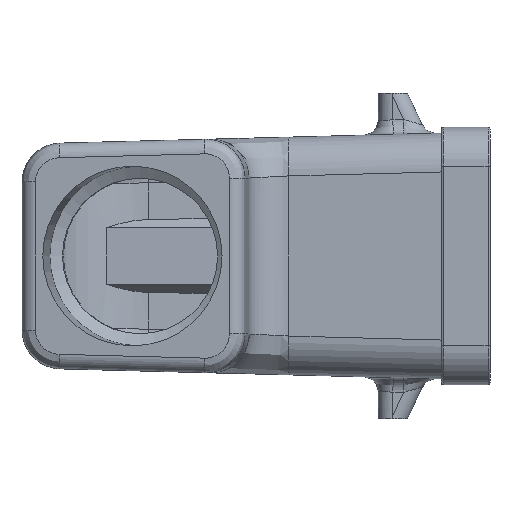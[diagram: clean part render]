
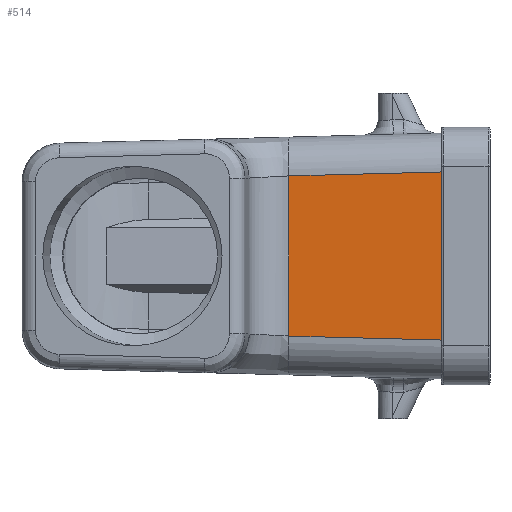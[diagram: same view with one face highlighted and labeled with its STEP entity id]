
A CAD part, left-side view. The second image highlights one B-rep face of the part: STEP entity #514.
In plain terms, the highlighted planar face has unit normal (-0.999, 0.035, 0).
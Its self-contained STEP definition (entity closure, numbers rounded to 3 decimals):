
#229=FACE_OUTER_BOUND('',#1325,.T.);
#514=ADVANCED_FACE('101',(#229),#660,.F.);
#660=PLANE('',#3631);
#749=LINE('',#4947,#959);
#860=LINE('',#6998,#1070);
#861=LINE('',#7000,#1071);
#862=LINE('',#7001,#1072);
#959=VECTOR('',#3767,1.);
#1070=VECTOR('',#4180,1.);
#1071=VECTOR('',#4183,1.);
#1072=VECTOR('',#4184,1.);
#1325=EDGE_LOOP('',(#1955,#1956,#1957,#1958));
#1955=ORIENTED_EDGE('',*,*,#3062,.T.);
#1956=ORIENTED_EDGE('',*,*,#3063,.T.);
#1957=ORIENTED_EDGE('',*,*,#2834,.T.);
#1958=ORIENTED_EDGE('',*,*,#3064,.T.);
#2519=VERTEX_POINT('',#4946);
#2520=VERTEX_POINT('',#4948);
#2659=VERTEX_POINT('',#6848);
#2660=VERTEX_POINT('',#6997);
#2834=EDGE_CURVE('388',#2520,#2519,#749,.T.);
#3062=EDGE_CURVE('390',#2659,#2660,#860,.T.);
#3063=EDGE_CURVE('385',#2660,#2520,#861,.T.);
#3064=EDGE_CURVE('382',#2519,#2659,#862,.T.);
#3631=AXIS2_PLACEMENT_3D('',#7002,#4185,#4186);
#3767=DIRECTION('',(0.,0.,1.));
#4180=DIRECTION('',(0.,0.,-1.));
#4183=DIRECTION('',(-0.035,-0.999,-0.026));
#4184=DIRECTION('',(0.035,0.999,-0.026));
#4185=DIRECTION('',(0.999,-0.035,0.));
#4186=DIRECTION('',(-0.035,-0.999,0.));
#4946=CARTESIAN_POINT('',(-12.65,0.,8.652));
#4947=CARTESIAN_POINT('',(-12.65,0.,-8.652));
#4948=CARTESIAN_POINT('',(-12.65,0.,-8.652));
#6848=CARTESIAN_POINT('',(-12.102,15.698,8.241));
#6997=CARTESIAN_POINT('',(-12.102,15.698,-8.241));
#6998=CARTESIAN_POINT('',(-12.102,15.698,8.241));
#7000=CARTESIAN_POINT('',(-12.102,15.698,-8.241));
#7001=CARTESIAN_POINT('',(-12.65,0.,8.652));
#7002=CARTESIAN_POINT('',(-12.65,0.,15.9));
